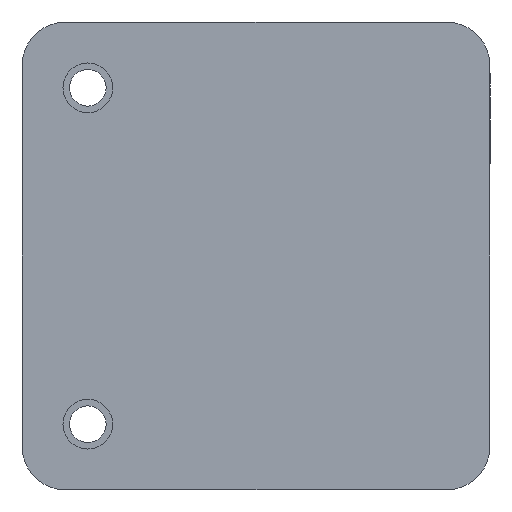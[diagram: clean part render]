
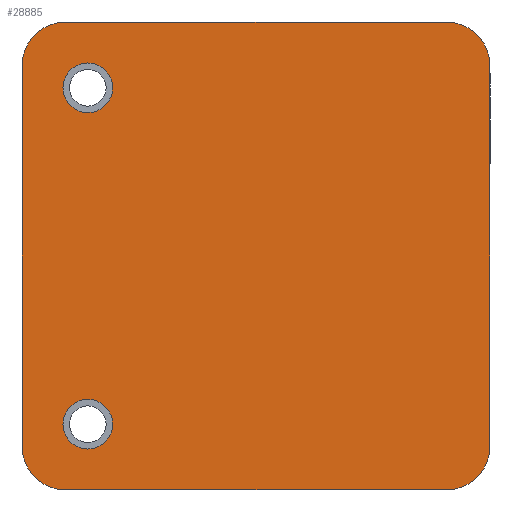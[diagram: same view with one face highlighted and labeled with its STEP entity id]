
A CAD part, front view. The second image highlights one B-rep face of the part: STEP entity #28885.
In plain terms, the highlighted planar face has unit normal (0, -1, 0).
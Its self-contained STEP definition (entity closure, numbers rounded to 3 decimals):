
#687 = PLANE ( 'NONE',  #33027 ) ;
#919 = DIRECTION ( 'NONE',  ( 0., 1., 0. ) ) ;
#1354 = VERTEX_POINT ( 'NONE', #32773 ) ;
#1370 = FACE_BOUND ( 'NONE', #35641, .T. ) ;
#1706 = EDGE_CURVE ( 'NONE', #16532, #27602, #14966, .T. ) ;
#2515 = CARTESIAN_POINT ( 'NONE',  ( -6.5, 0., 8. ) ) ;
#2524 = VERTEX_POINT ( 'NONE', #4164 ) ;
#2725 = CARTESIAN_POINT ( 'NONE',  ( -5.75, 0., 5.75 ) ) ;
#3606 = VERTEX_POINT ( 'NONE', #35175 ) ;
#3798 = VECTOR ( 'NONE', #7897, 1000. ) ;
#4164 = CARTESIAN_POINT ( 'NONE',  ( -8., 0., 6.5 ) ) ;
#4383 = CARTESIAN_POINT ( 'NONE',  ( -8., 0., -8. ) ) ;
#4641 = CIRCLE ( 'NONE', #19534, 0.85 ) ;
#5243 = EDGE_CURVE ( 'NONE', #3606, #2524, #21614, .T. ) ;
#5445 = AXIS2_PLACEMENT_3D ( 'NONE', #9608, #6564, #17065 ) ;
#5671 = CIRCLE ( 'NONE', #12396, 0.85 ) ;
#5818 = EDGE_CURVE ( 'NONE', #1354, #23028, #39001, .T. ) ;
#6564 = DIRECTION ( 'NONE',  ( 0., -1., 0. ) ) ;
#6695 = EDGE_CURVE ( 'NONE', #40363, #27602, #37305, .T. ) ;
#6706 = AXIS2_PLACEMENT_3D ( 'NONE', #20409, #41958, #34722 ) ;
#6777 = ORIENTED_EDGE ( 'NONE', *, *, #13790, .F. ) ;
#6881 = ORIENTED_EDGE ( 'NONE', *, *, #5243, .F. ) ;
#7344 = VERTEX_POINT ( 'NONE', #15095 ) ;
#7897 = DIRECTION ( 'NONE',  ( -1., 0., 0. ) ) ;
#8074 = DIRECTION ( 'NONE',  ( 0., 0., 1. ) ) ;
#8749 = ORIENTED_EDGE ( 'NONE', *, *, #6695, .F. ) ;
#9146 = VECTOR ( 'NONE', #33114, 1000. ) ;
#9257 = VERTEX_POINT ( 'NONE', #9995 ) ;
#9608 = CARTESIAN_POINT ( 'NONE',  ( -6.5, 0., 6.5 ) ) ;
#9995 = CARTESIAN_POINT ( 'NONE',  ( -5.75, 0., -6.6 ) ) ;
#11139 = DIRECTION ( 'NONE',  ( 0., 0., 1. ) ) ;
#11362 = AXIS2_PLACEMENT_3D ( 'NONE', #2725, #34532, #13016 ) ;
#12395 = EDGE_CURVE ( 'NONE', #40363, #2524, #15866, .T. ) ;
#12396 = AXIS2_PLACEMENT_3D ( 'NONE', #15549, #29362, #11139 ) ;
#13016 = DIRECTION ( 'NONE',  ( 0., 0., 1. ) ) ;
#13121 = CIRCLE ( 'NONE', #41491, 1.5 ) ;
#13790 = EDGE_CURVE ( 'NONE', #16532, #44695, #28966, .T. ) ;
#14786 = CARTESIAN_POINT ( 'NONE',  ( -5.75, 0., -5.75 ) ) ;
#14966 = CIRCLE ( 'NONE', #6706, 1.5 ) ;
#15095 = CARTESIAN_POINT ( 'NONE',  ( 6.5, 0., -8. ) ) ;
#15160 = DIRECTION ( 'NONE',  ( 0., 0., 1. ) ) ;
#15306 = EDGE_CURVE ( 'NONE', #29073, #9257, #27144, .T. ) ;
#15389 = CARTESIAN_POINT ( 'NONE',  ( 0., 0., 0. ) ) ;
#15549 = CARTESIAN_POINT ( 'NONE',  ( -5.75, 0., -5.75 ) ) ;
#15556 = CARTESIAN_POINT ( 'NONE',  ( 8., 0., 6.5 ) ) ;
#15622 = EDGE_LOOP ( 'NONE', ( #41631, #19686 ) ) ;
#15775 = VECTOR ( 'NONE', #8074, 1000. ) ;
#15866 = CIRCLE ( 'NONE', #5445, 1.5 ) ;
#16532 = VERTEX_POINT ( 'NONE', #15556 ) ;
#17065 = DIRECTION ( 'NONE',  ( 0., 0., 1. ) ) ;
#18094 = CARTESIAN_POINT ( 'NONE',  ( -8., 0., -8. ) ) ;
#18867 = VECTOR ( 'NONE', #32240, 1000. ) ;
#19396 = ORIENTED_EDGE ( 'NONE', *, *, #40001, .T. ) ;
#19534 = AXIS2_PLACEMENT_3D ( 'NONE', #30870, #37895, #34382 ) ;
#19686 = ORIENTED_EDGE ( 'NONE', *, *, #42800, .T. ) ;
#19829 = DIRECTION ( 'NONE',  ( 0., -1., 0. ) ) ;
#20409 = CARTESIAN_POINT ( 'NONE',  ( 6.5, 0., 6.5 ) ) ;
#21614 = LINE ( 'NONE', #18094, #15775 ) ;
#21773 = DIRECTION ( 'NONE',  ( 0., 1., 0. ) ) ;
#22287 = CARTESIAN_POINT ( 'NONE',  ( -5.75, 0., 4.9 ) ) ;
#23028 = VERTEX_POINT ( 'NONE', #22287 ) ;
#23761 = CARTESIAN_POINT ( 'NONE',  ( -6.5, 0., -6.5 ) ) ;
#24408 = ORIENTED_EDGE ( 'NONE', *, *, #12395, .T. ) ;
#24578 = EDGE_CURVE ( 'NONE', #23028, #1354, #4641, .T. ) ;
#24706 = ORIENTED_EDGE ( 'NONE', *, *, #26093, .F. ) ;
#24821 = ORIENTED_EDGE ( 'NONE', *, *, #24578, .T. ) ;
#25004 = CARTESIAN_POINT ( 'NONE',  ( 6.5, 0., 8. ) ) ;
#26093 = EDGE_CURVE ( 'NONE', #7344, #37120, #29163, .T. ) ;
#26499 = AXIS2_PLACEMENT_3D ( 'NONE', #33910, #19829, #34143 ) ;
#26633 = CARTESIAN_POINT ( 'NONE',  ( 8., 0., -6.5 ) ) ;
#27144 = CIRCLE ( 'NONE', #43602, 0.85 ) ;
#27602 = VERTEX_POINT ( 'NONE', #25004 ) ;
#28810 = DIRECTION ( 'NONE',  ( 0., 0., 1. ) ) ;
#28885 = ADVANCED_FACE ( 'NONE', ( #29873, #1370, #32950 ), #687, .F. ) ;
#28966 = LINE ( 'NONE', #36682, #18867 ) ;
#29073 = VERTEX_POINT ( 'NONE', #35873 ) ;
#29163 = LINE ( 'NONE', #4383, #3798 ) ;
#29362 = DIRECTION ( 'NONE',  ( 0., 1., 0. ) ) ;
#29873 = FACE_BOUND ( 'NONE', #15622, .T. ) ;
#30870 = CARTESIAN_POINT ( 'NONE',  ( -5.75, 0., 5.75 ) ) ;
#32240 = DIRECTION ( 'NONE',  ( 0., 0., -1. ) ) ;
#32773 = CARTESIAN_POINT ( 'NONE',  ( -5.75, 0., 6.6 ) ) ;
#32950 = FACE_OUTER_BOUND ( 'NONE', #40382, .T. ) ;
#33027 = AXIS2_PLACEMENT_3D ( 'NONE', #15389, #919, #15160 ) ;
#33114 = DIRECTION ( 'NONE',  ( 1., 0., 0. ) ) ;
#33910 = CARTESIAN_POINT ( 'NONE',  ( 6.5, 0., -6.5 ) ) ;
#34143 = DIRECTION ( 'NONE',  ( 0., 0., 1. ) ) ;
#34327 = CARTESIAN_POINT ( 'NONE',  ( -6.5, 0., -8. ) ) ;
#34382 = DIRECTION ( 'NONE',  ( 0., 0., 1. ) ) ;
#34532 = DIRECTION ( 'NONE',  ( 0., 1., 0. ) ) ;
#34722 = DIRECTION ( 'NONE',  ( 0., 0., 1. ) ) ;
#34877 = ORIENTED_EDGE ( 'NONE', *, *, #5818, .T. ) ;
#35175 = CARTESIAN_POINT ( 'NONE',  ( -8., 0., -6.5 ) ) ;
#35641 = EDGE_LOOP ( 'NONE', ( #34877, #24821 ) ) ;
#35873 = CARTESIAN_POINT ( 'NONE',  ( -5.75, 0., -4.9 ) ) ;
#36682 = CARTESIAN_POINT ( 'NONE',  ( 8., 0., -8. ) ) ;
#37120 = VERTEX_POINT ( 'NONE', #34327 ) ;
#37136 = EDGE_CURVE ( 'NONE', #3606, #37120, #13121, .T. ) ;
#37305 = LINE ( 'NONE', #40578, #9146 ) ;
#37895 = DIRECTION ( 'NONE',  ( 0., 1., 0. ) ) ;
#39001 = CIRCLE ( 'NONE', #11362, 0.85 ) ;
#40001 = EDGE_CURVE ( 'NONE', #7344, #44695, #41456, .T. ) ;
#40176 = ORIENTED_EDGE ( 'NONE', *, *, #1706, .T. ) ;
#40363 = VERTEX_POINT ( 'NONE', #2515 ) ;
#40382 = EDGE_LOOP ( 'NONE', ( #6777, #40176, #8749, #24408, #6881, #45584, #24706, #19396 ) ) ;
#40578 = CARTESIAN_POINT ( 'NONE',  ( -8., 0., 8. ) ) ;
#41456 = CIRCLE ( 'NONE', #26499, 1.5 ) ;
#41491 = AXIS2_PLACEMENT_3D ( 'NONE', #23761, #42023, #45296 ) ;
#41631 = ORIENTED_EDGE ( 'NONE', *, *, #15306, .T. ) ;
#41958 = DIRECTION ( 'NONE',  ( 0., -1., 0. ) ) ;
#42023 = DIRECTION ( 'NONE',  ( 0., -1., 0. ) ) ;
#42800 = EDGE_CURVE ( 'NONE', #9257, #29073, #5671, .T. ) ;
#43602 = AXIS2_PLACEMENT_3D ( 'NONE', #14786, #21773, #28810 ) ;
#44695 = VERTEX_POINT ( 'NONE', #26633 ) ;
#45296 = DIRECTION ( 'NONE',  ( 0., 0., 1. ) ) ;
#45584 = ORIENTED_EDGE ( 'NONE', *, *, #37136, .T. ) ;
